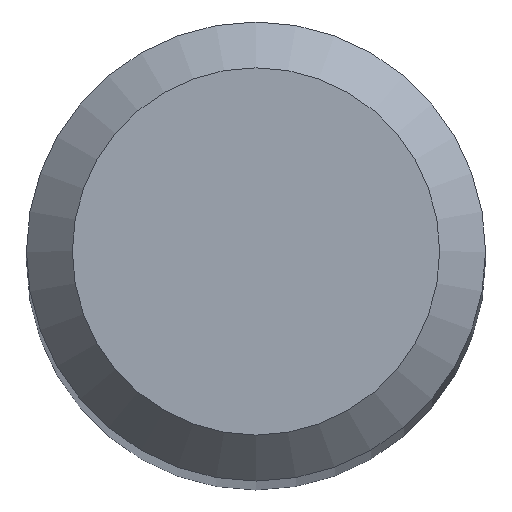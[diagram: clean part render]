
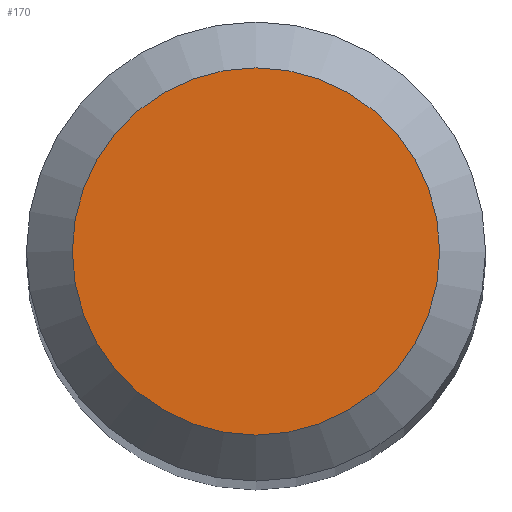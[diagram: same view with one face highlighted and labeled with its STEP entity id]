
A CAD part, top view. The second image highlights one B-rep face of the part: STEP entity #170.
In plain terms, the highlighted planar face has unit normal (0, 0, 1).
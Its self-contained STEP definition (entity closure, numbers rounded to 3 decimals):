
#62 = CIRCLE ( 'NONE', #95, 1.2 ) ;
#75 = CARTESIAN_POINT ( 'NONE',  ( 0., 1.2, 61. ) ) ;
#95 = AXIS2_PLACEMENT_3D ( 'NONE', #202, #276, #101 ) ;
#101 = DIRECTION ( 'NONE',  ( 0., 1., 0. ) ) ;
#112 = CARTESIAN_POINT ( 'NONE',  ( 0., 0., 61. ) ) ;
#121 = PLANE ( 'NONE',  #124 ) ;
#124 = AXIS2_PLACEMENT_3D ( 'NONE', #112, #163, #194 ) ;
#126 = VERTEX_POINT ( 'NONE', #75 ) ;
#131 = ORIENTED_EDGE ( 'NONE', *, *, #279, .F. ) ;
#153 = EDGE_LOOP ( 'NONE', ( #131 ) ) ;
#163 = DIRECTION ( 'NONE',  ( 0., 0., -1. ) ) ;
#170 = ADVANCED_FACE ( 'NONE', ( #211 ), #121, .F. ) ;
#194 = DIRECTION ( 'NONE',  ( 0., 1., 0. ) ) ;
#202 = CARTESIAN_POINT ( 'NONE',  ( 0., 0., 61. ) ) ;
#211 = FACE_OUTER_BOUND ( 'NONE', #153, .T. ) ;
#276 = DIRECTION ( 'NONE',  ( 0., 0., -1. ) ) ;
#279 = EDGE_CURVE ( 'NONE', #126, #126, #62, .T. ) ;
